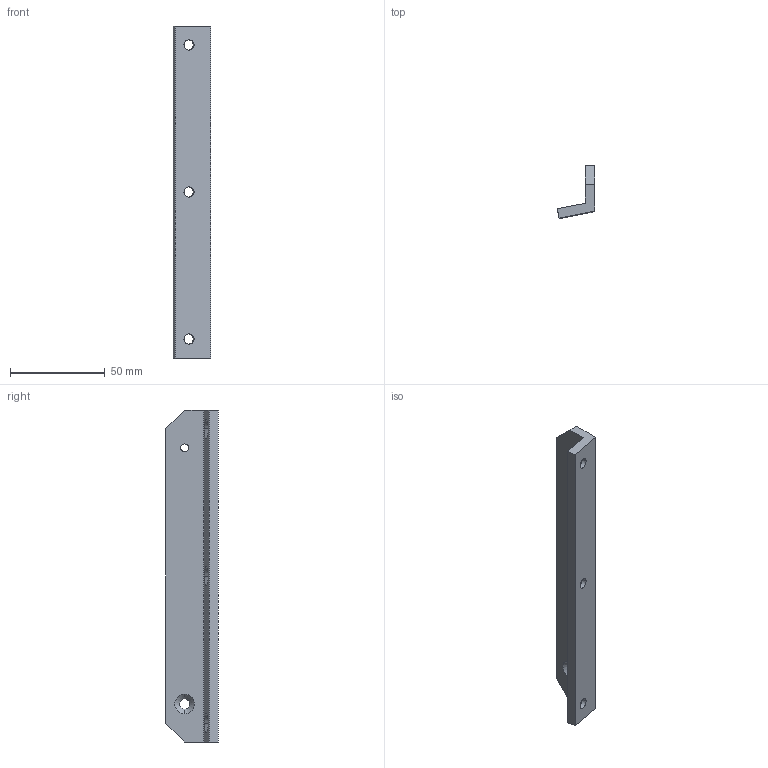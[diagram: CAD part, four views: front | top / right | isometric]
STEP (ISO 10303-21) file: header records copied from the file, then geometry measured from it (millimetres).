
FILE_DESCRIPTION (( 'STEP AP214' ), '1' );
FILE_NAME ('Fin guide.STEP', '2017-02-19T22:32:24', ( 'Christian Cardinaux' ), ( '' ), 'SwSTEP 2.0', 'SolidWorks 2016', '' );
FILE_SCHEMA (( 'AUTOMOTIVE_DESIGN' ));
Length unit declared in the file: millimetre
Products named in the file (1): Fin guide
Bounding box: 19.73 x 27.76 x 175 mm (x, y, z)
Volume: 32918.6 mm3; surface area: 15698.8 mm2
Topology: 1 solids, 1 shells, 30 faces, 74 edges, 46 vertices
Faces by surface type: cone 10, cylinder 10, plane 10
Entity records: 964 total; most frequent: DIRECTION 166, CARTESIAN_POINT 151, ORIENTED_EDGE 148, EDGE_CURVE 74, AXIS2_PLACEMENT_3D 61, VERTEX_POINT 46, VECTOR 44, LINE 44
